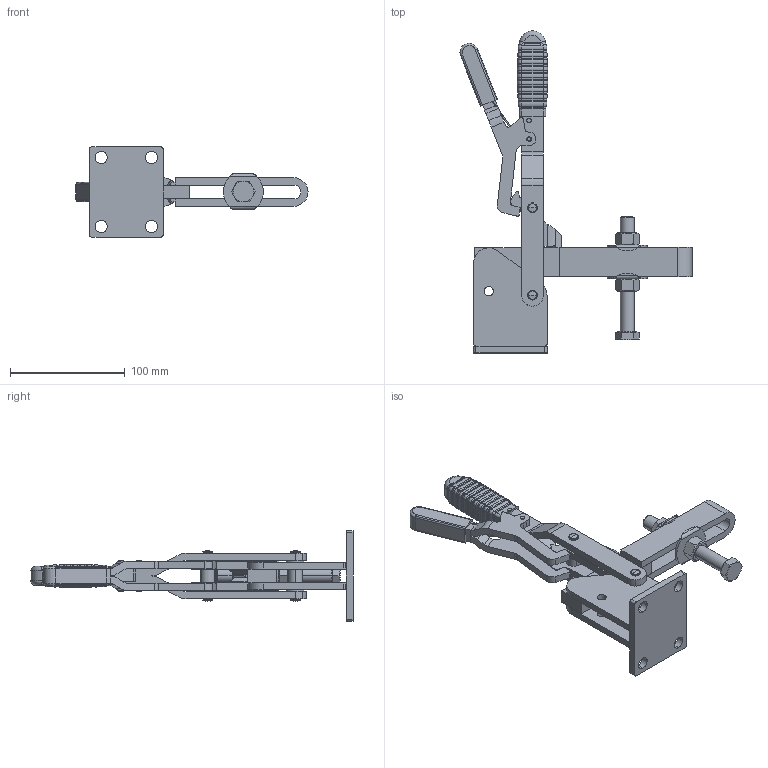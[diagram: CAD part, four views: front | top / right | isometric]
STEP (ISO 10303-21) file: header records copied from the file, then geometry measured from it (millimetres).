
FILE_DESCRIPTION((''),'2;1');
FILE_NAME('MG1UB-SL.stp','2009-11-24T14:50:50',('David'),(''),'Autodesk Inventor 8','Autodesk Inventor 8','');
FILE_SCHEMA(('AUTOMOTIVE_DESIGN { 1 0 10303 214 1 1 1 1 }'));
Length unit declared in the file: millimetre
Products named in the file (8): MG1UB-SL; MG1-SL SIDEPLATE B ASSEMBLY; MG1-SL U-BAR ASSEMBLY; MG1-SL HANDLE ASSEMBLY; MG1-SL LINK ASSEMBLY; MG1-SL LEVER ASSEMBLY; ISO 4017  (Regular Thread) M12 x 100; MG1-SL FLANGED WASHER ASSEMBLY
Assembly tree (7 placements, depth 2):
  MG1UB-SL
    MG1-SL SIDEPLATE B ASSEMBLY
    MG1-SL U-BAR ASSEMBLY
    MG1-SL HANDLE ASSEMBLY
    MG1-SL LINK ASSEMBLY
    MG1-SL LEVER ASSEMBLY
    ISO 4017  (Regular Thread) M12 x 100
    MG1-SL FLANGED WASHER ASSEMBLY
Bounding box: 202.33 x 280.83 x 79 mm (x, y, z)
Volume: 300805.9 mm3; surface area: 115825.9 mm2
Topology: 9 solids, 9 shells, 695 faces, 1747 edges, 1092 vertices
Faces by surface type: cylinder 275, bspline 220, plane 136, cone 38, torus 22, sphere 4
Entity records: 27381 total; most frequent: CARTESIAN_POINT 10767, DIRECTION 3543, ORIENTED_EDGE 3478, EDGE_CURVE 1739, AXIS2_PLACEMENT_3D 1424, VERTEX_POINT 1092, CIRCLE 934, EDGE_LOOP 763
